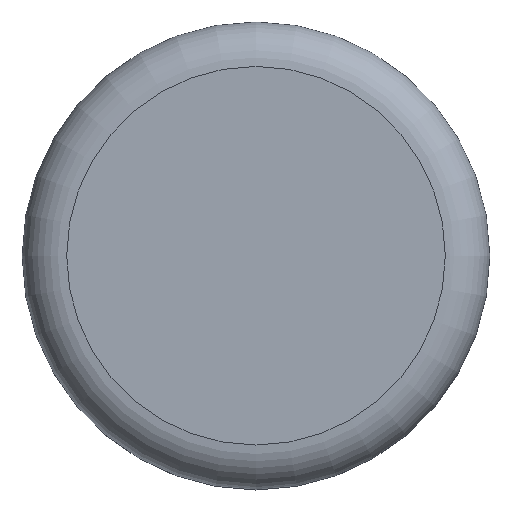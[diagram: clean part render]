
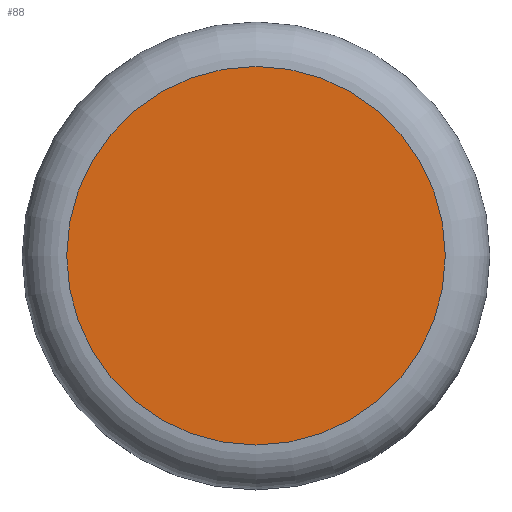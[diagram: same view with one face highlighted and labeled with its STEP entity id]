
A CAD part, top view. The second image highlights one B-rep face of the part: STEP entity #88.
In plain terms, the highlighted planar face has unit normal (0, 0, 1).
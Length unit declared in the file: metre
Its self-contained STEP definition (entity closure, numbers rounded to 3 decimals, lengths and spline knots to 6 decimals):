
#25=ORIENTED_EDGE('',*,*,#35,.T.);
#35=EDGE_CURVE('',#42,#42,#49,.T.);
#42=VERTEX_POINT('',#169);
#49=CIRCLE('',#115,0.0085);
#60=EDGE_LOOP('',(#25));
#74=FACE_BOUND('',#60,.T.);
#82=PLANE('',#114);
#88=ADVANCED_FACE('',(#74),#82,.T.);
#114=AXIS2_PLACEMENT_3D('',#167,#141,#142);
#115=AXIS2_PLACEMENT_3D('',#168,#143,#144);
#141=DIRECTION('',(0.,0.,1.));
#142=DIRECTION('',(1.,0.,0.));
#143=DIRECTION('',(0.,0.,1.));
#144=DIRECTION('',(1.,0.,0.));
#167=CARTESIAN_POINT('',(-0.039211,0.019573,0.003));
#168=CARTESIAN_POINT('',(-0.039211,0.019573,0.003));
#169=CARTESIAN_POINT('',(-0.030711,0.019573,0.003));
